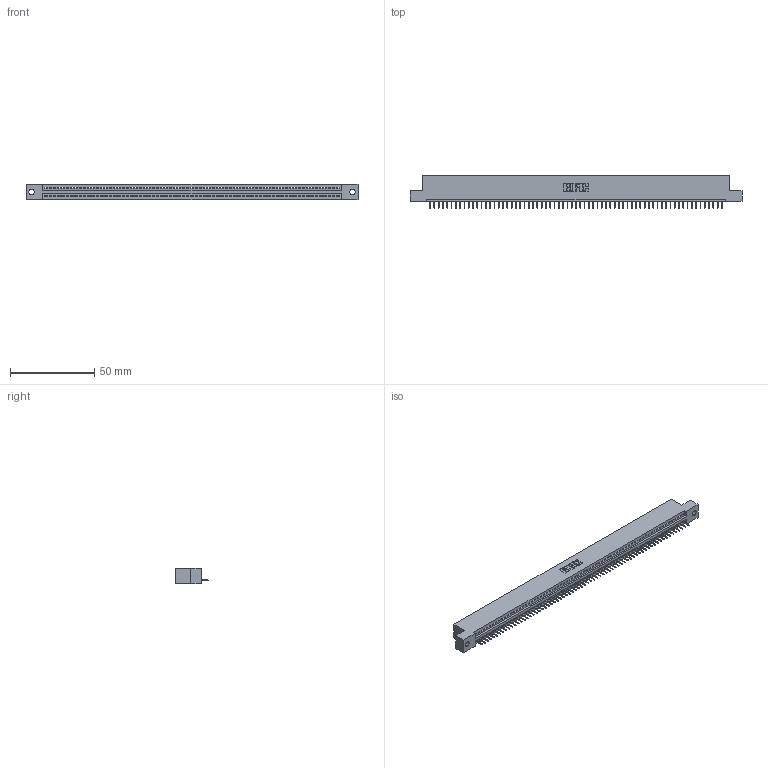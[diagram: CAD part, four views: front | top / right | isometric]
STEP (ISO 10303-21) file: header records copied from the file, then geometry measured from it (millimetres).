
FILE_DESCRIPTION (( 'STEP AP203' ), '1' );
FILE_NAME ('395-069-524-102.STEP', '2018-11-25T22:55:45', ( '' ), ( '' ), 'SwSTEP 2.0', 'SolidWorks 2016', '' );
FILE_SCHEMA (( 'CONFIG_CONTROL_DESIGN' ));
Length unit declared in the file: inch
Products named in the file (3): 395-069-524-102; 345 Part_Flush Mounting Lugs - 0.128 Dia; 345-292-001_345-293-124
Assembly tree (70 placements, depth 2):
  395-069-524-102
    345 Part_Flush Mounting Lugs - 0.128 Dia
    345-292-001_345-293-124  x69
Bounding box: 196.47 x 19.35 x 9.4 mm (x, y, z)
Volume: 18572.8 mm3; surface area: 23905.4 mm2
Topology: 70 solids, 70 shells, 4404 faces, 12761 edges, 8230 vertices
Faces by surface type: plane 3254, cylinder 1150
Entity records: 48373 total; most frequent: ORIENTED_EDGE 8386, CARTESIAN_POINT 8383, DIRECTION 7283, EDGE_CURVE 4193, VECTOR 3789, LINE 3789, VERTEX_POINT 2790, AXIS2_PLACEMENT_3D 1747
